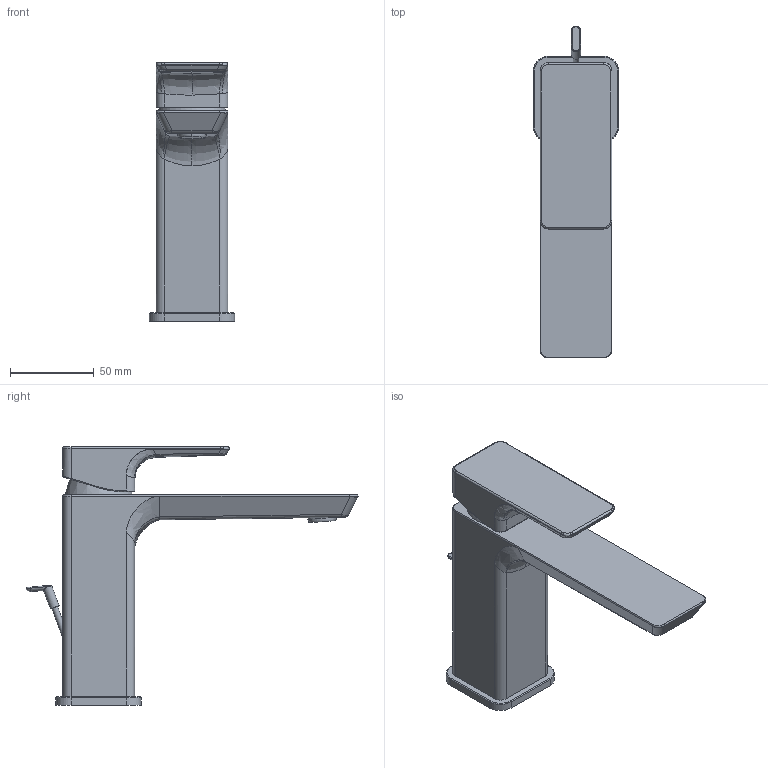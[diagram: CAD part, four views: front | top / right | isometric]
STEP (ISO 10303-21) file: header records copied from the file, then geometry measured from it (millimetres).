
FILE_DESCRIPTION(/* description */ (''),/* implementation_level */ '2;1');
FILE_NAME(/* name */ '3D_TVW112002000_Subway 3 Grafikfehler am Hebel.step',/* time_stamp */ '2023-02-22T17:59:38+01:00',/* author */ (''),/* organization */ (''),/* preprocessor_version */ 'ST-DEVELOPER v19.2',/* originating_system */ 'Autodesk Translation Framework v11.17.0.187',/* authorisation */ '');
FILE_SCHEMA (('AUTOMOTIVE_DESIGN { 1 0 10303 214 3 1 1 }'));
Length unit declared in the file: millimetre
Products named in the file (7): (Nicht gespeichert); 3923; 6501; Komponente3; Komponente4; Komponente5; Auslauf7_reduziert
Assembly tree (6 placements, depth 2):
  (Nicht gespeichert)
    3923
    6501
    Komponente3
    Komponente4
    Komponente5
    Auslauf7_reduziert
Bounding box: 51 x 198.39 x 154.55 mm (x, y, z)
Volume: 337509.4 mm3; surface area: 64877.4 mm2
Topology: 6 solids, 6 shells, 264 faces, 588 edges, 347 vertices
Faces by surface type: cylinder 93, plane 65, bspline 60, torus 31, cone 11, sphere 4
Full cylindrical faces by diameter (mm): 3.5 x1, 4.2 x1, 5 x1, 5.5 x1, 17 x1, 19.5 x1, 22 x1, 22.5 x1, 24 x1, 24.5 x1, 32 x1, 32.7 x1, 34.7 x1, 39.5 x1
Entity records: 19119 total; most frequent: CARTESIAN_POINT 13347, ORIENTED_EDGE 1170, DIRECTION 1145, EDGE_CURVE 585, AXIS2_PLACEMENT_3D 461, VERTEX_POINT 346, EDGE_LOOP 279, FACE_OUTER_BOUND 263
